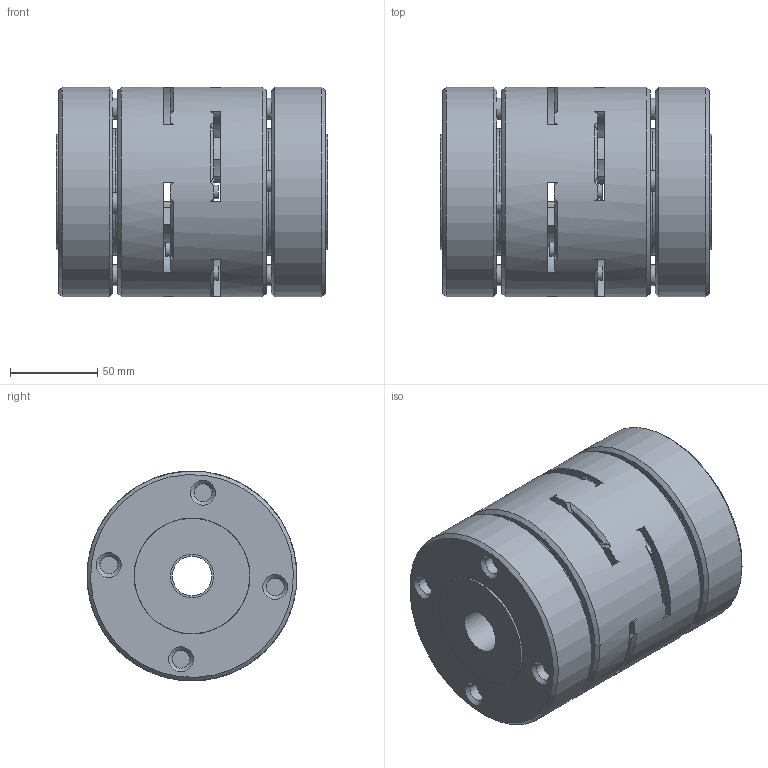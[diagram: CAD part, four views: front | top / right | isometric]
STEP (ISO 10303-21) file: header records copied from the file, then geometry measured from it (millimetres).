
FILE_DESCRIPTION( ( 'Unknown' ), '1' );
FILE_NAME( 'ESM-A 700.stp', 'Unknown', ( 'Unknown' ), ( 'Unknown' ), 'PSStep 10.1', 'Unknown', ' ' );
FILE_SCHEMA( ( 'AUTOMOTIVE_DESIGN { 1 0 10303 214 1 1 1 1 }' ) );
Length unit declared in the file: millimetre
Products named in the file (1): kt101929-oa8
Bounding box: 155 x 119.99 x 119.97 mm (x, y, z)
Volume: 1417915.8 mm3; surface area: 192860.5 mm2
Topology: 1 solids, 1 shells, 396 faces, 1040 edges, 675 vertices
Faces by surface type: plane 160, cylinder 116, cone 106, torus 14
Full cylindrical faces by diameter (mm): 8 x8, 10.2 x16, 12 x8, 12.5 x8, 18 x8, 19 x8, 22.5 x1, 25 x2, 58 x2, 72 x2, 72.4 x2, 120 x3
Entity records: 14804 total; most frequent: CARTESIAN_POINT 2617, DIRECTION 1902, ORIENTED_EDGE 1684, EDGE_CURVE 842, AXIS2_PLACEMENT_3D 823, EDGE_LOOP 616, VERTEX_POINT 610, FACE_OUTER_BOUND 478
